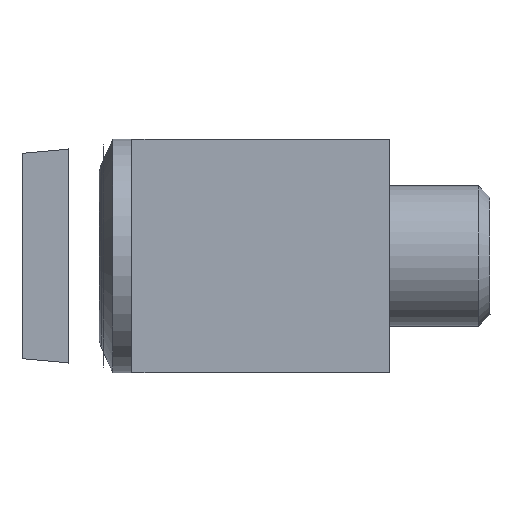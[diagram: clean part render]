
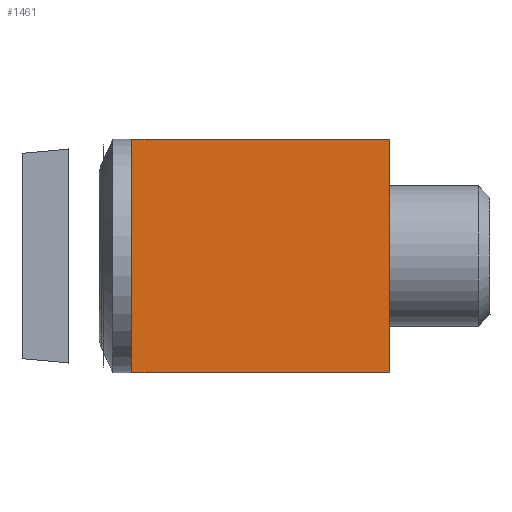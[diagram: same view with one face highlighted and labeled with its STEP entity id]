
A CAD part, left-side view. The second image highlights one B-rep face of the part: STEP entity #1461.
In plain terms, the highlighted planar face has unit normal (-1, 0, 0).
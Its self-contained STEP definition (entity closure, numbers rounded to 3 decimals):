
#70=LINE('',#2345,#151);
#72=LINE('',#2350,#153);
#73=LINE('',#2351,#154);
#74=LINE('',#2352,#155);
#151=VECTOR('',#1835,10.);
#153=VECTOR('',#1839,10.);
#154=VECTOR('',#1840,11.);
#155=VECTOR('',#1841,11.);
#264=FACE_OUTER_BOUND('',#354,.T.);
#354=EDGE_LOOP('',(#1016,#1017,#1018,#1019));
#595=VERTEX_POINT('',#2342);
#596=VERTEX_POINT('',#2344);
#597=VERTEX_POINT('',#2348);
#598=VERTEX_POINT('',#2349);
#765=EDGE_CURVE('',#596,#595,#70,.T.);
#767=EDGE_CURVE('',#597,#598,#72,.T.);
#768=EDGE_CURVE('',#596,#598,#73,.T.);
#769=EDGE_CURVE('',#597,#595,#74,.T.);
#1016=ORIENTED_EDGE('',*,*,#767,.T.);
#1017=ORIENTED_EDGE('',*,*,#768,.F.);
#1018=ORIENTED_EDGE('',*,*,#765,.T.);
#1019=ORIENTED_EDGE('',*,*,#769,.F.);
#1412=PLANE('',#1571);
#1461=ADVANCED_FACE('',(#264),#1412,.T.);
#1571=AXIS2_PLACEMENT_3D('',#2347,#1837,#1838);
#1835=DIRECTION('',(0.,0.,-1.));
#1837=DIRECTION('center_axis',(-1.,0.,0.));
#1838=DIRECTION('ref_axis',(0.,0.,1.));
#1839=DIRECTION('',(0.,0.,1.));
#1840=DIRECTION('',(0.,-1.,0.));
#1841=DIRECTION('',(0.,1.,0.));
#2342=CARTESIAN_POINT('',(-6.,0.,15.));
#2344=CARTESIAN_POINT('',(-6.,0.,25.));
#2345=CARTESIAN_POINT('',(-6.,0.,25.));
#2347=CARTESIAN_POINT('Origin',(-6.,0.,15.));
#2348=CARTESIAN_POINT('',(-6.,-11.,15.));
#2349=CARTESIAN_POINT('',(-6.,-11.,25.));
#2350=CARTESIAN_POINT('',(-6.,-11.,15.));
#2351=CARTESIAN_POINT('',(-6.,0.,25.));
#2352=CARTESIAN_POINT('',(-6.,-11.,15.));
